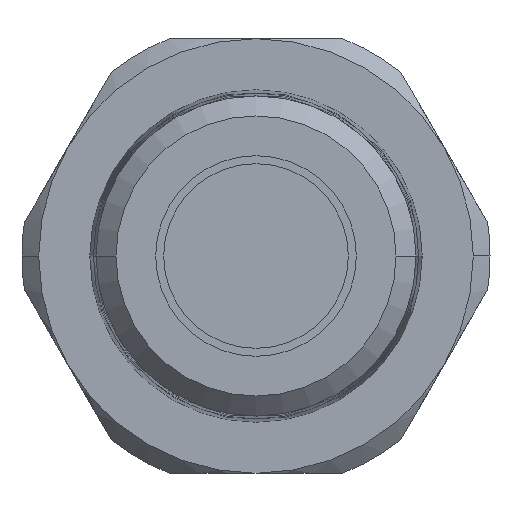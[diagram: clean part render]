
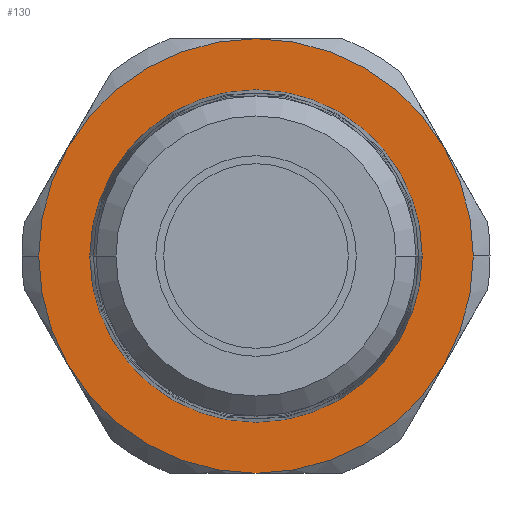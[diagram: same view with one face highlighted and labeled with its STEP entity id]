
A CAD part, front view. The second image highlights one B-rep face of the part: STEP entity #130.
In plain terms, the highlighted planar face has unit normal (0, -1, 0).
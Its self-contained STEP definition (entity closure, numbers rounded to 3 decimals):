
#130=ADVANCED_FACE('',(#315,#316),#317,.F.);
#315=FACE_BOUND('',#510,.T.);
#316=FACE_OUTER_BOUND('',#511,.T.);
#317=PLANE('',#512);
#510=EDGE_LOOP('',(#1173,#1174));
#511=EDGE_LOOP('',(#1175,#1176,#1177,#1178,#1179,#1180,#1181,#1182));
#512=AXIS2_PLACEMENT_3D('',#1183,#1184,#1185);
#1173=ORIENTED_EDGE('',*,*,#1280,.T.);
#1174=ORIENTED_EDGE('',*,*,#1403,.T.);
#1175=ORIENTED_EDGE('',*,*,#1276,.F.);
#1176=ORIENTED_EDGE('',*,*,#1415,.F.);
#1177=ORIENTED_EDGE('',*,*,#1419,.F.);
#1178=ORIENTED_EDGE('',*,*,#1272,.F.);
#1179=ORIENTED_EDGE('',*,*,#1424,.F.);
#1180=ORIENTED_EDGE('',*,*,#1427,.F.);
#1181=ORIENTED_EDGE('',*,*,#1430,.F.);
#1182=ORIENTED_EDGE('',*,*,#1411,.F.);
#1183=CARTESIAN_POINT('',(0.,6.5,0.));
#1184=DIRECTION('',(0.0,1.0,0.0));
#1185=DIRECTION('',(0.0,0.0,1.0));
#1272=EDGE_CURVE('',#1515,#1517,#1518,.T.);
#1276=EDGE_CURVE('',#1522,#1520,#1524,.T.);
#1280=EDGE_CURVE('',#1526,#1530,#1532,.T.);
#1403=EDGE_CURVE('',#1530,#1526,#1737,.T.);
#1411=EDGE_CURVE('',#1520,#1748,#1749,.T.);
#1415=EDGE_CURVE('',#1754,#1522,#1756,.T.);
#1419=EDGE_CURVE('',#1517,#1754,#1762,.T.);
#1424=EDGE_CURVE('',#1768,#1515,#1770,.T.);
#1427=EDGE_CURVE('',#1712,#1768,#1774,.T.);
#1430=EDGE_CURVE('',#1748,#1712,#1778,.T.);
#1515=VERTEX_POINT('',#1906);
#1517=VERTEX_POINT('',#1909);
#1518=CIRCLE('',#1910,6.5);
#1520=VERTEX_POINT('',#1923);
#1522=VERTEX_POINT('',#1926);
#1524=CIRCLE('',#1939,6.5);
#1526=VERTEX_POINT('',#1941);
#1530=VERTEX_POINT('',#1946);
#1532=CIRCLE('',#1949,4.973);
#1712=VERTEX_POINT('',#2206);
#1737=CIRCLE('',#2277,4.973);
#1748=VERTEX_POINT('',#2288);
#1749=CIRCLE('',#2289,6.5);
#1754=VERTEX_POINT('',#2305);
#1756=CIRCLE('',#2318,6.5);
#1762=CIRCLE('',#2346,6.5);
#1768=VERTEX_POINT('',#2363);
#1770=CIRCLE('',#2376,6.5);
#1774=CIRCLE('',#2391,6.5);
#1778=CIRCLE('',#2406,6.5);
#1906=CARTESIAN_POINT('',(6.5,6.5,0.));
#1909=CARTESIAN_POINT('',(5.629,6.5,-3.25));
#1910=AXIS2_PLACEMENT_3D('',#2601,#2602,#2603);
#1923=CARTESIAN_POINT('',(-6.5,6.5,0.));
#1926=CARTESIAN_POINT('',(-5.629,6.5,-3.25));
#1939=AXIS2_PLACEMENT_3D('',#2605,#2606,#2607);
#1941=CARTESIAN_POINT('',(4.973,6.5,0.0));
#1946=CARTESIAN_POINT('',(-4.973,6.5,0.));
#1949=AXIS2_PLACEMENT_3D('',#2613,#2614,#2615);
#2206=CARTESIAN_POINT('',(0.,6.5,6.5));
#2277=AXIS2_PLACEMENT_3D('',#2812,#2813,#2814);
#2288=CARTESIAN_POINT('',(-5.629,6.5,3.25));
#2289=AXIS2_PLACEMENT_3D('',#2836,#2837,#2838);
#2305=CARTESIAN_POINT('',(0.0,6.5,-6.5));
#2318=AXIS2_PLACEMENT_3D('',#2842,#2843,#2844);
#2346=AXIS2_PLACEMENT_3D('',#2848,#2849,#2850);
#2363=CARTESIAN_POINT('',(5.629,6.5,3.25));
#2376=AXIS2_PLACEMENT_3D('',#2857,#2858,#2859);
#2391=AXIS2_PLACEMENT_3D('',#2863,#2864,#2865);
#2406=AXIS2_PLACEMENT_3D('',#2869,#2870,#2871);
#2601=CARTESIAN_POINT('',(0.0,6.5,0.0));
#2602=DIRECTION('',(-0.0,1.0,0.0));
#2603=DIRECTION('',(1.0,0.0,0.0));
#2605=CARTESIAN_POINT('',(0.0,6.5,0.0));
#2606=DIRECTION('',(-0.0,1.0,0.0));
#2607=DIRECTION('',(1.0,0.0,0.0));
#2613=CARTESIAN_POINT('',(0.0,6.5,0.0));
#2614=DIRECTION('',(-0.0,1.0,0.0));
#2615=DIRECTION('',(1.0,0.0,0.0));
#2812=CARTESIAN_POINT('',(0.0,6.5,0.0));
#2813=DIRECTION('',(-0.0,1.0,0.0));
#2814=DIRECTION('',(1.0,0.0,0.0));
#2836=CARTESIAN_POINT('',(0.0,6.5,0.0));
#2837=DIRECTION('',(-0.0,1.0,0.0));
#2838=DIRECTION('',(1.0,0.0,0.0));
#2842=CARTESIAN_POINT('',(0.0,6.5,0.0));
#2843=DIRECTION('',(-0.0,1.0,0.0));
#2844=DIRECTION('',(1.0,0.0,0.0));
#2848=CARTESIAN_POINT('',(0.0,6.5,0.0));
#2849=DIRECTION('',(-0.0,1.0,0.0));
#2850=DIRECTION('',(1.0,0.0,0.0));
#2857=CARTESIAN_POINT('',(0.0,6.5,0.0));
#2858=DIRECTION('',(-0.0,1.0,0.0));
#2859=DIRECTION('',(1.0,0.0,0.0));
#2863=CARTESIAN_POINT('',(0.0,6.5,0.0));
#2864=DIRECTION('',(-0.0,1.0,0.0));
#2865=DIRECTION('',(1.0,0.0,0.0));
#2869=CARTESIAN_POINT('',(0.0,6.5,0.0));
#2870=DIRECTION('',(-0.0,1.0,0.0));
#2871=DIRECTION('',(1.0,0.0,0.0));
